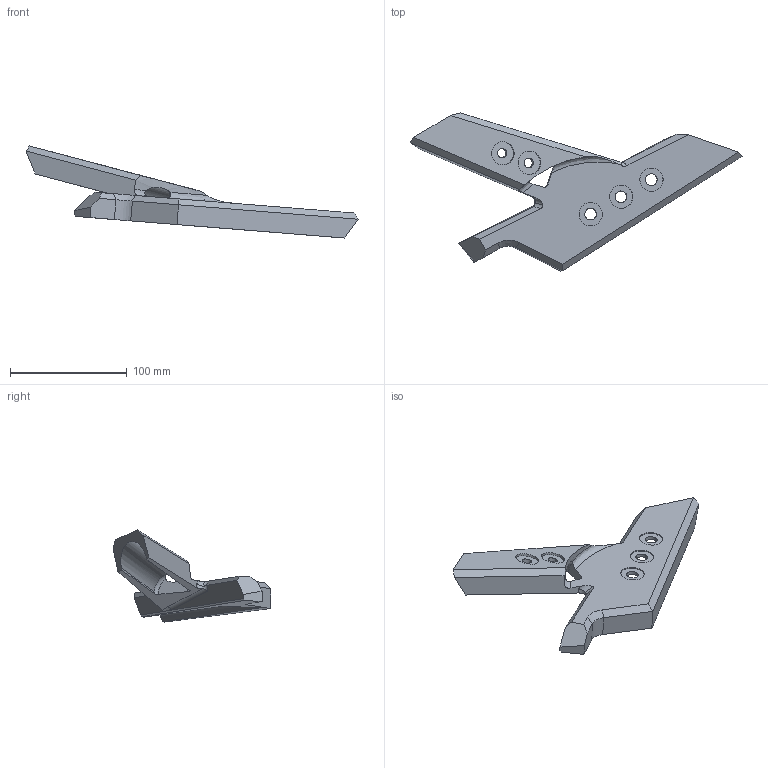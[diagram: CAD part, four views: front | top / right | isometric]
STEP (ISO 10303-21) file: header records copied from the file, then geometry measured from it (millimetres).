
FILE_DESCRIPTION (( 'STEP AP214' ), '1' );
FILE_NAME ('11 - frame plate, left - rear2.STEP', '2016-11-26T22:18:00', ( '' ), ( '' ), 'SwSTEP 2.0', 'SolidWorks 2014', '' );
FILE_SCHEMA (( 'AUTOMOTIVE_DESIGN' ));
Length unit declared in the file: millimetre
Products named in the file (1): 11 - frame plate, left - rear2
Bounding box: 284.37 x 135.3 x 78.87 mm (x, y, z)
Volume: 201709.1 mm3; surface area: 53819.2 mm2
Topology: 1 solids, 1 shells, 69 faces, 188 edges, 123 vertices
Faces by surface type: cylinder 31, plane 31, bspline 6, cone 1
Entity records: 3790 total; most frequent: CARTESIAN_POINT 1348, ORIENTED_EDGE 374, DIRECTION 298, EDGE_CURVE 187, VERTEX_POINT 123, AXIS2_PLACEMENT_3D 101, LINE 96, VECTOR 96
